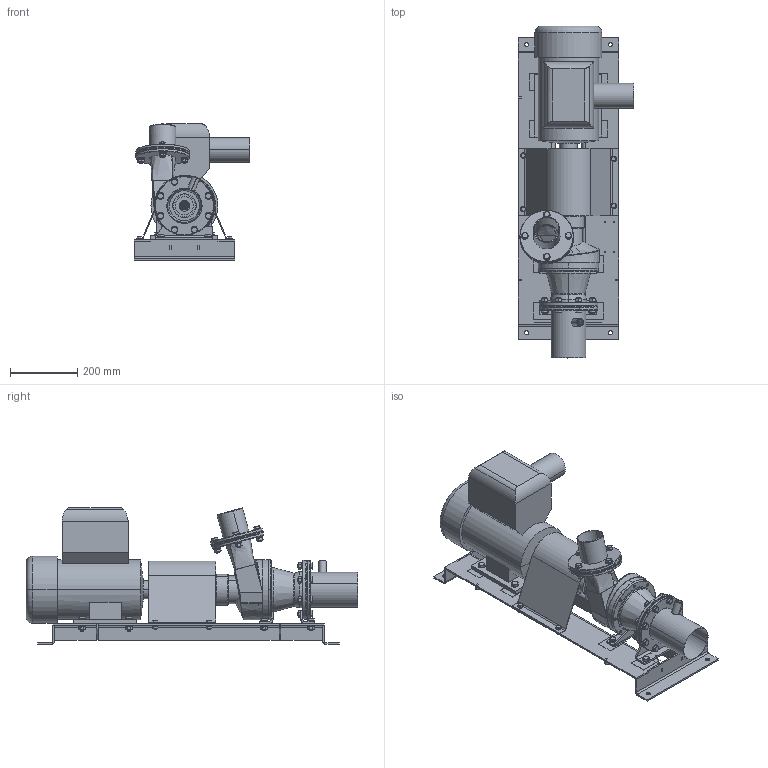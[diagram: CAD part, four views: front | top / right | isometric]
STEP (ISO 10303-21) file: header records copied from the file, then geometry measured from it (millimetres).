
FILE_DESCRIPTION (( 'STEP AP203' ), '1' );
FILE_NAME ('5ﾍ.50.00.00-02 ﾓﾎﾄﾍ 130-100-75-ﾊ-ﾂ-ﾒ.STEP', '2020-01-10T08:02:11', ( '' ), ( '' ), 'SwSTEP 2.0', 'SolidWorks 2019', '' );
FILE_SCHEMA (( 'CONFIG_CONTROL_DESIGN' ));
Products named in the file (1): 5ﾍ.50.00.00-02 ﾓﾎﾄﾍ 130-100-75-ﾊ-ﾂ-ﾒ
Bounding box: 345 x 990.5 x 407.7 mm (x, y, z)
Surface area: 2560438.1 mm2 (no closed solid volume)
Topology: 0 solids, 174 shells, 2419 faces, 5473 edges, 3466 vertices
Faces by surface type: plane 1146, cylinder 781, cone 408, torus 52, bspline 32
Entity records: 97294 total; most frequent: CARTESIAN_POINT 43124, DIRECTION 11250, ORIENTED_EDGE 10885, EDGE_CURVE 5451, AXIS2_PLACEMENT_3D 4262, VERTEX_POINT 3464, EDGE_LOOP 2853, LINE 2726
